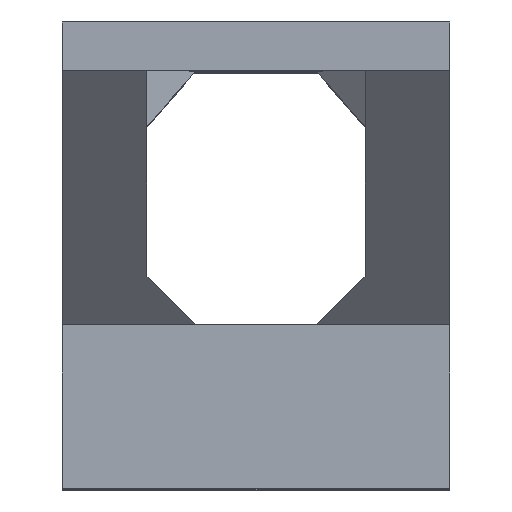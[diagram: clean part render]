
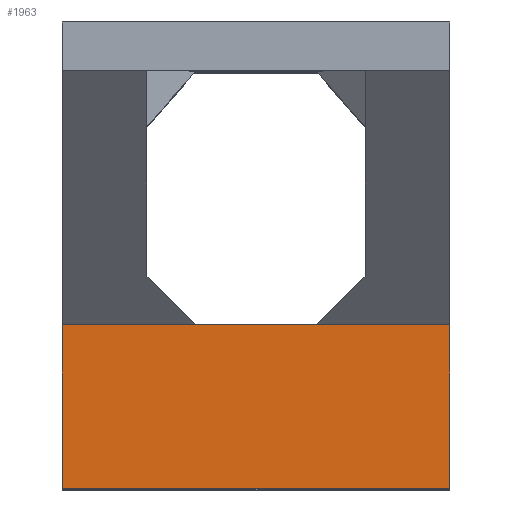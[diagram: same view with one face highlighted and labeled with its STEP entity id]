
A CAD part, top view. The second image highlights one B-rep face of the part: STEP entity #1963.
In plain terms, the highlighted planar face has unit normal (0, 0, 1).
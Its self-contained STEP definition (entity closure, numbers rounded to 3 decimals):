
#144=FACE_OUTER_BOUND('',#250,.T.);
#250=EDGE_LOOP('',(#1778,#1779,#1780,#1781,#1782,#1783));
#276=LINE('',#2635,#535);
#313=LINE('',#2713,#572);
#354=LINE('',#2789,#613);
#386=LINE('',#2863,#645);
#498=LINE('',#3086,#757);
#499=LINE('',#3094,#758);
#535=VECTOR('',#2138,10.);
#572=VECTOR('',#2185,10.);
#613=VECTOR('',#2246,10.);
#645=VECTOR('',#2294,10.);
#757=VECTOR('',#2516,10.);
#758=VECTOR('',#2531,10.);
#786=VERTEX_POINT('',#2632);
#787=VERTEX_POINT('',#2634);
#823=VERTEX_POINT('',#2711);
#848=VERTEX_POINT('',#2787);
#860=VERTEX_POINT('',#2812);
#882=VERTEX_POINT('',#2862);
#972=EDGE_CURVE('',#787,#786,#276,.T.);
#1011=EDGE_CURVE('',#786,#823,#313,.T.);
#1052=EDGE_CURVE('',#848,#823,#354,.T.);
#1088=EDGE_CURVE('',#860,#882,#386,.T.);
#1208=EDGE_CURVE('',#787,#860,#498,.T.);
#1209=EDGE_CURVE('',#882,#848,#499,.T.);
#1778=ORIENTED_EDGE('',*,*,#1011,.T.);
#1779=ORIENTED_EDGE('',*,*,#1052,.F.);
#1780=ORIENTED_EDGE('',*,*,#1209,.F.);
#1781=ORIENTED_EDGE('',*,*,#1088,.F.);
#1782=ORIENTED_EDGE('',*,*,#1208,.F.);
#1783=ORIENTED_EDGE('',*,*,#972,.T.);
#1871=PLANE('',#2098);
#1963=ADVANCED_FACE('',(#144),#1871,.T.);
#2098=AXIS2_PLACEMENT_3D('',#3133,#2582,#2583);
#2138=DIRECTION('',(0.,-1.,0.));
#2185=DIRECTION('',(1.,0.,0.));
#2246=DIRECTION('',(0.,-1.,0.));
#2294=DIRECTION('',(1.,0.,0.));
#2516=DIRECTION('',(1.,0.,0.));
#2531=DIRECTION('',(1.,0.,0.));
#2582=DIRECTION('center_axis',(0.,0.,1.));
#2583=DIRECTION('ref_axis',(-1.,0.,0.));
#2632=CARTESIAN_POINT('',(-16.01,-3.5,42.01));
#2634=CARTESIAN_POINT('',(-16.01,10.,42.01));
#2635=CARTESIAN_POINT('',(-16.01,0.,42.01));
#2711=CARTESIAN_POINT('',(16.01,-3.5,42.01));
#2713=CARTESIAN_POINT('',(8.005,-3.5,42.01));
#2787=CARTESIAN_POINT('',(16.01,10.,42.01));
#2789=CARTESIAN_POINT('',(16.01,0.,42.01));
#2812=CARTESIAN_POINT('',(-5.01,10.,42.01));
#2862=CARTESIAN_POINT('',(5.01,10.,42.01));
#2863=CARTESIAN_POINT('',(16.01,10.,42.01));
#3086=CARTESIAN_POINT('',(16.01,10.,42.01));
#3094=CARTESIAN_POINT('',(16.01,10.,42.01));
#3133=CARTESIAN_POINT('Origin',(16.01,0.,42.01));
